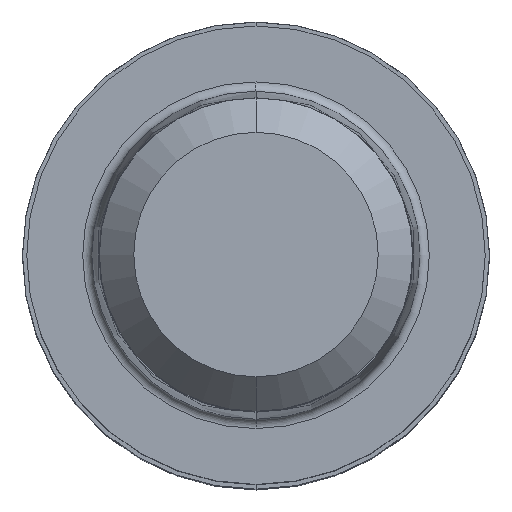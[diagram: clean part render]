
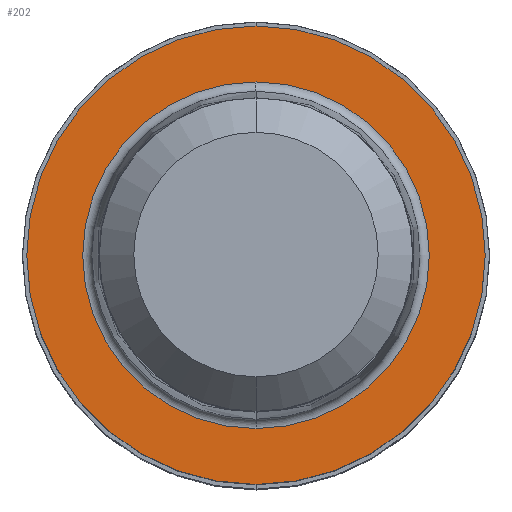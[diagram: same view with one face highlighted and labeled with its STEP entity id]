
A CAD part, top view. The second image highlights one B-rep face of the part: STEP entity #202.
In plain terms, the highlighted planar face has unit normal (0, 0, 1).
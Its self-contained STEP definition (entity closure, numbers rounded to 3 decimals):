
#202=ADVANCED_FACE('',(#497,#498),#499,.T.);
#210=EDGE_CURVE('',#406,#388,#507,.T.);
#266=EDGE_CURVE('',#422,#330,#569,.T.);
#304=EDGE_CURVE('',#388,#406,#612,.T.);
#320=EDGE_CURVE('',#330,#422,#628,.T.);
#330=VERTEX_POINT('',#638);
#388=VERTEX_POINT('',#709);
#406=VERTEX_POINT('',#731);
#422=VERTEX_POINT('',#748);
#497=FACE_OUTER_BOUND('',#822,.T.);
#498=FACE_BOUND('',#823,.T.);
#499=PLANE('',#824);
#507=CIRCLE('',#836,5.935);
#569=CIRCLE('',#911,7.85);
#612=CIRCLE('',#967,5.935);
#628=CIRCLE('',#991,7.85);
#638=CARTESIAN_POINT('',(0.0,7.85,0.01));
#709=CARTESIAN_POINT('',(0.,-5.935,0.01));
#731=CARTESIAN_POINT('',(0.0,5.935,0.01));
#748=CARTESIAN_POINT('',(0.,-7.85,0.01));
#822=EDGE_LOOP('',(#1226,#1227));
#823=EDGE_LOOP('',(#1228,#1229));
#824=AXIS2_PLACEMENT_3D('',#1230,#1231,#1232);
#836=AXIS2_PLACEMENT_3D('',#1237,#1238,#1239);
#911=AXIS2_PLACEMENT_3D('',#1310,#1311,#1312);
#967=AXIS2_PLACEMENT_3D('',#1367,#1368,#1369);
#991=AXIS2_PLACEMENT_3D('',#1376,#1377,#1378);
#1226=ORIENTED_EDGE('',*,*,#320,.F.);
#1227=ORIENTED_EDGE('',*,*,#266,.F.);
#1228=ORIENTED_EDGE('',*,*,#210,.T.);
#1229=ORIENTED_EDGE('',*,*,#304,.T.);
#1230=CARTESIAN_POINT('',(0.0,3.925,0.01));
#1231=DIRECTION('',(-0.0,0.0,1.0));
#1232=DIRECTION('',(0.0,-1.0,0.0));
#1237=CARTESIAN_POINT('',(0.0,0.0,0.01));
#1238=DIRECTION('',(0.0,0.0,-1.0));
#1239=DIRECTION('',(0.0,1.0,0.0));
#1310=CARTESIAN_POINT('',(0.0,0.0,0.01));
#1311=DIRECTION('',(0.0,0.0,-1.0));
#1312=DIRECTION('',(0.0,1.0,0.0));
#1367=CARTESIAN_POINT('',(0.0,0.0,0.01));
#1368=DIRECTION('',(0.0,0.0,-1.0));
#1369=DIRECTION('',(0.0,1.0,0.0));
#1376=CARTESIAN_POINT('',(0.0,0.0,0.01));
#1377=DIRECTION('',(0.0,0.0,-1.0));
#1378=DIRECTION('',(0.0,1.0,0.0));
